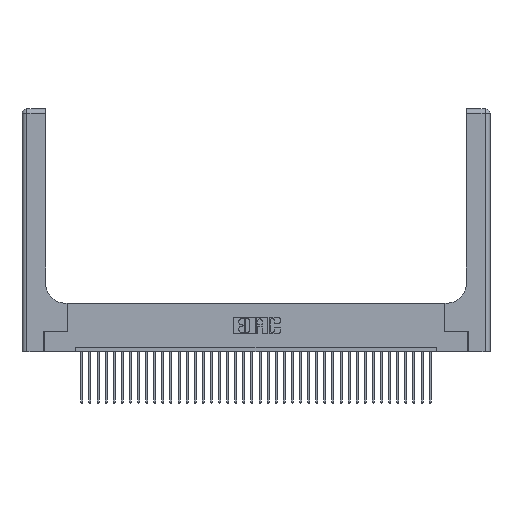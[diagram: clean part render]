
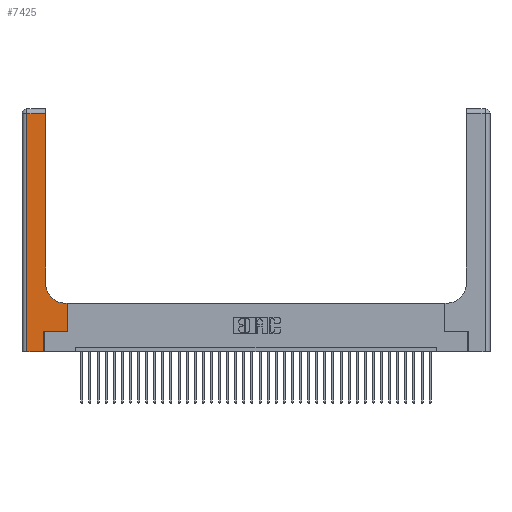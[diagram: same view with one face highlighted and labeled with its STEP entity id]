
A CAD part, top view. The second image highlights one B-rep face of the part: STEP entity #7425.
In plain terms, the highlighted planar face has unit normal (0, 0, 1).
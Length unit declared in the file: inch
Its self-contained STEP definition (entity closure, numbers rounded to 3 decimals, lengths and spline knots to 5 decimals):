
#825 = LINE ( 'NONE', #16427, #23809 ) ;
#1045 = CARTESIAN_POINT ( 'NONE',  ( 0.2915, 2.94, 0.37 ) ) ;
#2753 = LINE ( 'NONE', #15095, #6866 ) ;
#3494 = EDGE_CURVE ( 'NONE', #16877, #32711, #24161, .T. ) ;
#4227 = ORIENTED_EDGE ( 'NONE', *, *, #3494, .T. ) ;
#5272 = VECTOR ( 'NONE', #11008, 39.37008 ) ;
#5395 = EDGE_CURVE ( 'NONE', #32711, #7261, #35775, .T. ) ;
#5688 = CARTESIAN_POINT ( 'NONE',  ( 0.5585, 0.25, 0.37 ) ) ;
#6068 = EDGE_CURVE ( 'NONE', #7776, #30047, #825, .T. ) ;
#6174 = VECTOR ( 'NONE', #12679, 39.37008 ) ;
#6866 = VECTOR ( 'NONE', #35666, 39.37008 ) ;
#7261 = VERTEX_POINT ( 'NONE', #9840 ) ;
#7403 = VECTOR ( 'NONE', #33012, 39.37008 ) ;
#7425 = ADVANCED_FACE ( 'NONE', ( #16715 ), #20097, .F. ) ;
#7495 = CARTESIAN_POINT ( 'NONE',  ( 0.06, 2.94, 0.37 ) ) ;
#7570 = DIRECTION ( 'NONE',  ( 1., 0., 0. ) ) ;
#7704 = ORIENTED_EDGE ( 'NONE', *, *, #31258, .T. ) ;
#7776 = VERTEX_POINT ( 'NONE', #17638 ) ;
#8114 = DIRECTION ( 'NONE',  ( 0., 0., -1. ) ) ;
#9554 = CARTESIAN_POINT ( 'NONE',  ( 0.5415, 0.6, 0.37 ) ) ;
#9840 = CARTESIAN_POINT ( 'NONE',  ( 0.2915, 0.85, 0.37 ) ) ;
#10724 = ORIENTED_EDGE ( 'NONE', *, *, #16839, .T. ) ;
#10755 = LINE ( 'NONE', #22728, #12595 ) ;
#11008 = DIRECTION ( 'NONE',  ( -1., 0., 0. ) ) ;
#11435 = AXIS2_PLACEMENT_3D ( 'NONE', #25715, #8114, #19971 ) ;
#12595 = VECTOR ( 'NONE', #20149, 39.37008 ) ;
#12679 = DIRECTION ( 'NONE',  ( -1., 0., 0. ) ) ;
#12882 = EDGE_CURVE ( 'NONE', #27652, #18671, #20154, .T. ) ;
#13057 = ORIENTED_EDGE ( 'NONE', *, *, #26108, .T. ) ;
#13311 = ORIENTED_EDGE ( 'NONE', *, *, #5395, .T. ) ;
#13945 = ORIENTED_EDGE ( 'NONE', *, *, #14702, .T. ) ;
#14230 = ORIENTED_EDGE ( 'NONE', *, *, #12882, .T. ) ;
#14455 = CARTESIAN_POINT ( 'NONE',  ( 0.5415, 0.85, 0.37 ) ) ;
#14702 = EDGE_CURVE ( 'NONE', #17414, #22109, #23721, .T. ) ;
#15095 = CARTESIAN_POINT ( 'NONE',  ( 0.2915, 3., 0.37 ) ) ;
#15916 = CARTESIAN_POINT ( 'NONE',  ( 0.5585, 0.25, 0.37 ) ) ;
#16106 = LINE ( 'NONE', #36382, #7403 ) ;
#16427 = CARTESIAN_POINT ( 'NONE',  ( 0.269, 0.25, 0.37 ) ) ;
#16567 = ORIENTED_EDGE ( 'NONE', *, *, #6068, .T. ) ;
#16715 = FACE_OUTER_BOUND ( 'NONE', #18195, .T. ) ;
#16839 = EDGE_CURVE ( 'NONE', #30047, #16877, #26785, .T. ) ;
#16877 = VERTEX_POINT ( 'NONE', #21645 ) ;
#17414 = VERTEX_POINT ( 'NONE', #1045 ) ;
#17638 = CARTESIAN_POINT ( 'NONE',  ( 0.269, 0.25, 0.37 ) ) ;
#17725 = DIRECTION ( 'NONE',  ( 1., 0., 0. ) ) ;
#18195 = EDGE_LOOP ( 'NONE', ( #19841, #13945, #13057, #14230, #7704, #16567, #10724, #4227, #13311 ) ) ;
#18671 = VERTEX_POINT ( 'NONE', #19492 ) ;
#18925 = EDGE_CURVE ( 'NONE', #7261, #17414, #2753, .T. ) ;
#19150 = CARTESIAN_POINT ( 'NONE',  ( 0., 0., 0.37 ) ) ;
#19435 = CARTESIAN_POINT ( 'NONE',  ( 0.06, 0., 0.37 ) ) ;
#19492 = CARTESIAN_POINT ( 'NONE',  ( 0.269, 0., 0.37 ) ) ;
#19841 = ORIENTED_EDGE ( 'NONE', *, *, #18925, .T. ) ;
#19971 = DIRECTION ( 'NONE',  ( -1., 0., 0. ) ) ;
#20097 = PLANE ( 'NONE',  #11435 ) ;
#20149 = DIRECTION ( 'NONE',  ( 0., 1., 0. ) ) ;
#20154 = LINE ( 'NONE', #19150, #31612 ) ;
#21645 = CARTESIAN_POINT ( 'NONE',  ( 0.5585, 0.6, 0.37 ) ) ;
#21895 = DIRECTION ( 'NONE',  ( 0., 1., 0. ) ) ;
#22109 = VERTEX_POINT ( 'NONE', #7495 ) ;
#22728 = CARTESIAN_POINT ( 'NONE',  ( 0.269, 0., 0.37 ) ) ;
#22773 = CARTESIAN_POINT ( 'NONE',  ( 0., 2.94, 0.37 ) ) ;
#23721 = LINE ( 'NONE', #22773, #5272 ) ;
#23809 = VECTOR ( 'NONE', #28254, 39.37008 ) ;
#24161 = LINE ( 'NONE', #31928, #6174 ) ;
#24703 = AXIS2_PLACEMENT_3D ( 'NONE', #14455, #26194, #17725 ) ;
#25715 = CARTESIAN_POINT ( 'NONE',  ( 0., 3., 0.37 ) ) ;
#26108 = EDGE_CURVE ( 'NONE', #22109, #27652, #16106, .T. ) ;
#26194 = DIRECTION ( 'NONE',  ( 0., 0., -1. ) ) ;
#26785 = LINE ( 'NONE', #15916, #35511 ) ;
#27652 = VERTEX_POINT ( 'NONE', #19435 ) ;
#28254 = DIRECTION ( 'NONE',  ( 1., 0., 0. ) ) ;
#30047 = VERTEX_POINT ( 'NONE', #5688 ) ;
#31258 = EDGE_CURVE ( 'NONE', #18671, #7776, #10755, .T. ) ;
#31612 = VECTOR ( 'NONE', #7570, 39.37008 ) ;
#31928 = CARTESIAN_POINT ( 'NONE',  ( 0.2915, 0.6, 0.37 ) ) ;
#32711 = VERTEX_POINT ( 'NONE', #9554 ) ;
#33012 = DIRECTION ( 'NONE',  ( 0., -1., 0. ) ) ;
#35511 = VECTOR ( 'NONE', #21895, 39.37008 ) ;
#35666 = DIRECTION ( 'NONE',  ( 0., 1., 0. ) ) ;
#35775 = CIRCLE ( 'NONE', #24703, 0.25 ) ;
#36382 = CARTESIAN_POINT ( 'NONE',  ( 0.06, 3., 0.37 ) ) ;
